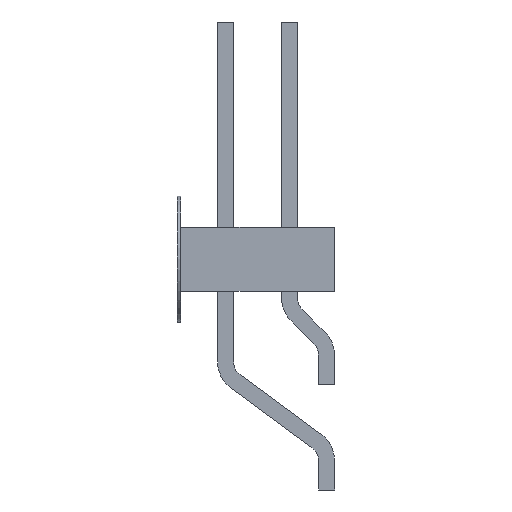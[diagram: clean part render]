
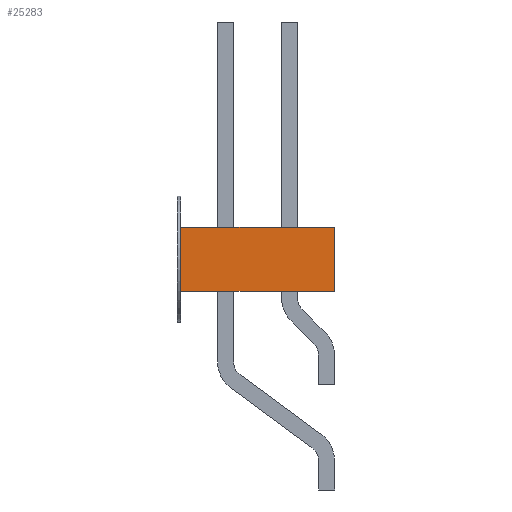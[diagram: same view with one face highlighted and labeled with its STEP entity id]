
A CAD part, left-side view. The second image highlights one B-rep face of the part: STEP entity #25283.
In plain terms, the highlighted planar face has unit normal (-1, 0, 0).
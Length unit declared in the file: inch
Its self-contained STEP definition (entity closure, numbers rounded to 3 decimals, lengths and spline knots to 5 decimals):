
#1616=LINE('',#37634,#4960);
#2174=LINE('',#38763,#5518);
#2527=LINE('',#39409,#5871);
#2657=LINE('',#39656,#6001);
#4960=VECTOR('',#30635,39.37008);
#5518=VECTOR('',#31411,39.37008);
#5871=VECTOR('',#31922,39.37008);
#6001=VECTOR('',#32078,39.37008);
#11786=ORIENTED_EDGE('',*,*,#17051,.T.);
#11787=ORIENTED_EDGE('',*,*,#16567,.F.);
#11788=ORIENTED_EDGE('',*,*,#16921,.F.);
#11789=ORIENTED_EDGE('',*,*,#15997,.T.);
#15997=EDGE_CURVE('',#19114,#19113,#1616,.T.);
#16567=EDGE_CURVE('',#19575,#19576,#2174,.T.);
#16921=EDGE_CURVE('',#19114,#19575,#2527,.T.);
#17051=EDGE_CURVE('',#19113,#19576,#2657,.T.);
#19113=VERTEX_POINT('',#37633);
#19114=VERTEX_POINT('',#37635);
#19575=VERTEX_POINT('',#38762);
#19576=VERTEX_POINT('',#38764);
#21458=EDGE_LOOP('',(#11786,#11787,#11788,#11789));
#22870=FACE_BOUND('',#21458,.T.);
#24048=PLANE('',#26840);
#25283=ADVANCED_FACE('',(#22870),#24048,.F.);
#26840=AXIS2_PLACEMENT_3D('',#39885,#32223,#32224);
#30635=DIRECTION('',(0.,0.,-1.));
#31411=DIRECTION('',(0.,0.,-1.));
#31922=DIRECTION('',(0.,-1.,0.));
#32078=DIRECTION('',(0.,-1.,0.));
#32223=DIRECTION('',(1.,0.,0.));
#32224=DIRECTION('',(0.,0.,-1.));
#37633=CARTESIAN_POINT('',(-0.65,0.12,-0.05));
#37634=CARTESIAN_POINT('',(-0.65,0.12,0.05));
#37635=CARTESIAN_POINT('',(-0.65,0.12,0.05));
#38762=CARTESIAN_POINT('',(-0.65,-0.12,0.05));
#38763=CARTESIAN_POINT('',(-0.65,-0.12,0.05));
#38764=CARTESIAN_POINT('',(-0.65,-0.12,-0.05));
#39409=CARTESIAN_POINT('',(-0.65,0.12,0.05));
#39656=CARTESIAN_POINT('',(-0.65,0.12,-0.05));
#39885=CARTESIAN_POINT('',(-0.65,0.12,0.05));
